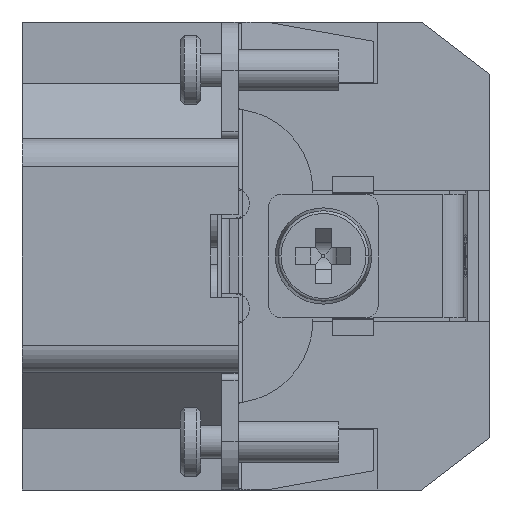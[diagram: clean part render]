
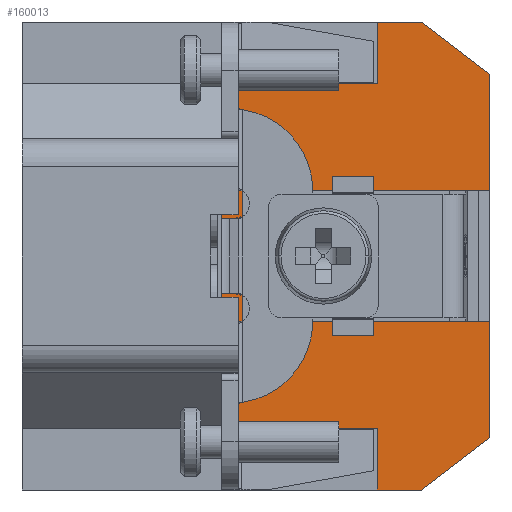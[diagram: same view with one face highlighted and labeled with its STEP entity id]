
A CAD part, left-side view. The second image highlights one B-rep face of the part: STEP entity #160013.
In plain terms, the highlighted planar face has unit normal (-1, 0, 0).
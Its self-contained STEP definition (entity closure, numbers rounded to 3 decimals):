
#913=DIRECTION('',(0.,0.,1.));
#914=VECTOR('',#913,8.45);
#915=CARTESIAN_POINT('',(-45.,-34.,-13.2));
#916=LINE('',#915,#914);
#945=DIRECTION('',(0.,0.,1.));
#946=VECTOR('',#945,8.45);
#947=CARTESIAN_POINT('',(-45.,-34.,4.75));
#948=LINE('',#947,#946);
#32718=DIRECTION('',(0.,0.,1.));
#32719=VECTOR('',#32718,25.);
#32720=CARTESIAN_POINT('',(-45.,-14.5,-12.5));
#32721=LINE('',#32720,#32719);
#35553=DIRECTION('',(0.,0.796,-0.605));
#35554=VECTOR('',#35553,6.28);
#35555=CARTESIAN_POINT('',(-45.,-34.,-13.2));
#35556=LINE('',#35555,#35554);
#35557=DIRECTION('',(0.,1.,0.));
#35558=VECTOR('',#35557,3.2);
#35559=CARTESIAN_POINT('',(-45.,-29.,-17.));
#35560=LINE('',#35559,#35558);
#35561=DIRECTION('',(0.,0.,1.));
#35562=VECTOR('',#35561,4.5);
#35563=CARTESIAN_POINT('',(-45.,-25.8,-17.));
#35564=LINE('',#35563,#35562);
#35565=DIRECTION('',(0.,0.,1.));
#35566=VECTOR('',#35565,4.5);
#35567=CARTESIAN_POINT('',(-45.,-25.8,12.5));
#35568=LINE('',#35567,#35566);
#35569=DIRECTION('',(0.,-1.,0.));
#35570=VECTOR('',#35569,3.2);
#35571=CARTESIAN_POINT('',(-45.,-25.8,17.));
#35572=LINE('',#35571,#35570);
#35573=DIRECTION('',(0.,-0.796,-0.605));
#35574=VECTOR('',#35573,6.28);
#35575=CARTESIAN_POINT('',(-45.,-29.,17.));
#35576=LINE('',#35575,#35574);
#35577=DIRECTION('',(0.,1.,0.));
#35578=VECTOR('',#35577,18.);
#35579=CARTESIAN_POINT('',(-45.,-34.,4.75));
#35580=LINE('',#35579,#35578);
#35581=DIRECTION('',(0.,0.,1.));
#35582=VECTOR('',#35581,9.5);
#35583=CARTESIAN_POINT('',(-45.,-16.,-4.75));
#35584=LINE('',#35583,#35582);
#35585=DIRECTION('',(0.,1.,0.));
#35586=VECTOR('',#35585,18.);
#35587=CARTESIAN_POINT('',(-45.,-34.,-4.75));
#35588=LINE('',#35587,#35586);
#35629=DIRECTION('',(0.,1.,0.));
#35630=VECTOR('',#35629,11.3);
#35631=CARTESIAN_POINT('',(-45.,-25.8,-12.5));
#35632=LINE('',#35631,#35630);
#36542=DIRECTION('',(0.,1.,0.));
#36543=VECTOR('',#36542,11.3);
#36544=CARTESIAN_POINT('',(-45.,-25.8,12.5));
#36545=LINE('',#36544,#36543);
#103070=CARTESIAN_POINT('',(-45.,-14.5,-12.5));
#103072=VERTEX_POINT('',#103070);
#103075=CARTESIAN_POINT('',(-45.,-14.5,12.5));
#103077=VERTEX_POINT('',#103075);
#104998=CARTESIAN_POINT('',(-45.,-16.,-4.75));
#104999=CARTESIAN_POINT('',(-45.,-16.,4.75));
#105000=VERTEX_POINT('',#104998);
#105001=VERTEX_POINT('',#104999);
#105002=CARTESIAN_POINT('',(-45.,-34.,-4.75));
#105003=VERTEX_POINT('',#105002);
#105004=CARTESIAN_POINT('',(-45.,-34.,4.75));
#105005=VERTEX_POINT('',#105004);
#105118=CARTESIAN_POINT('',(-45.,-25.8,17.));
#105119=CARTESIAN_POINT('',(-45.,-29.,17.));
#105120=VERTEX_POINT('',#105118);
#105121=VERTEX_POINT('',#105119);
#105122=CARTESIAN_POINT('',(-45.,-34.,13.2));
#105123=VERTEX_POINT('',#105122);
#105124=CARTESIAN_POINT('',(-45.,-34.,-13.2));
#105125=CARTESIAN_POINT('',(-45.,-29.,-17.));
#105126=VERTEX_POINT('',#105124);
#105127=VERTEX_POINT('',#105125);
#105128=CARTESIAN_POINT('',(-45.,-25.8,-17.));
#105129=VERTEX_POINT('',#105128);
#105130=CARTESIAN_POINT('',(-45.,-25.8,12.5));
#105131=VERTEX_POINT('',#105130);
#105132=CARTESIAN_POINT('',(-45.,-25.8,-12.5));
#105133=VERTEX_POINT('',#105132);
#159986=CARTESIAN_POINT('',(-45.,-34.,-17.));
#159987=DIRECTION('',(1.,0.,0.));
#159988=DIRECTION('',(0.,0.,1.));
#159989=AXIS2_PLACEMENT_3D('',#159986,#159987,#159988);
#159990=PLANE('',#159989);
#159991=ORIENTED_EDGE('',*,*,#136718,.F.);
#159992=ORIENTED_EDGE('',*,*,#136687,.T.);
#159993=ORIENTED_EDGE('',*,*,#136672,.T.);
#159995=ORIENTED_EDGE('',*,*,#159994,.T.);
#159997=ORIENTED_EDGE('',*,*,#159996,.T.);
#159998=ORIENTED_EDGE('',*,*,#155880,.T.);
#160000=ORIENTED_EDGE('',*,*,#159999,.F.);
#160002=ORIENTED_EDGE('',*,*,#160001,.T.);
#160003=ORIENTED_EDGE('',*,*,#156911,.T.);
#160004=ORIENTED_EDGE('',*,*,#156934,.T.);
#160005=ORIENTED_EDGE('',*,*,#136734,.F.);
#160007=ORIENTED_EDGE('',*,*,#160006,.T.);
#160008=ORIENTED_EDGE('',*,*,#159862,.F.);
#160010=ORIENTED_EDGE('',*,*,#160009,.F.);
#160011=EDGE_LOOP('',(#159991,#159992,#159993,#159995,#159997,#159998,#160000,
#160002,#160003,#160004,#160005,#160007,#160008,#160010));
#160012=FACE_OUTER_BOUND('',#160011,.F.);
#160013=ADVANCED_FACE('',(#160012),#159990,.F.);
#136672=EDGE_CURVE('',#105127,#105129,#35560,.T.);
#136687=EDGE_CURVE('',#105126,#105127,#35556,.T.);
#136718=EDGE_CURVE('',#105126,#105003,#916,.T.);
#136734=EDGE_CURVE('',#105005,#105123,#948,.T.);
#155880=EDGE_CURVE('',#103072,#103077,#32721,.T.);
#156911=EDGE_CURVE('',#105120,#105121,#35572,.T.);
#156934=EDGE_CURVE('',#105121,#105123,#35576,.T.);
#159862=EDGE_CURVE('',#105000,#105001,#35584,.T.);
#159994=EDGE_CURVE('',#105129,#105133,#35564,.T.);
#159996=EDGE_CURVE('',#105133,#103072,#35632,.T.);
#159999=EDGE_CURVE('',#105131,#103077,#36545,.T.);
#160001=EDGE_CURVE('',#105131,#105120,#35568,.T.);
#160006=EDGE_CURVE('',#105005,#105001,#35580,.T.);
#160009=EDGE_CURVE('',#105003,#105000,#35588,.T.);
